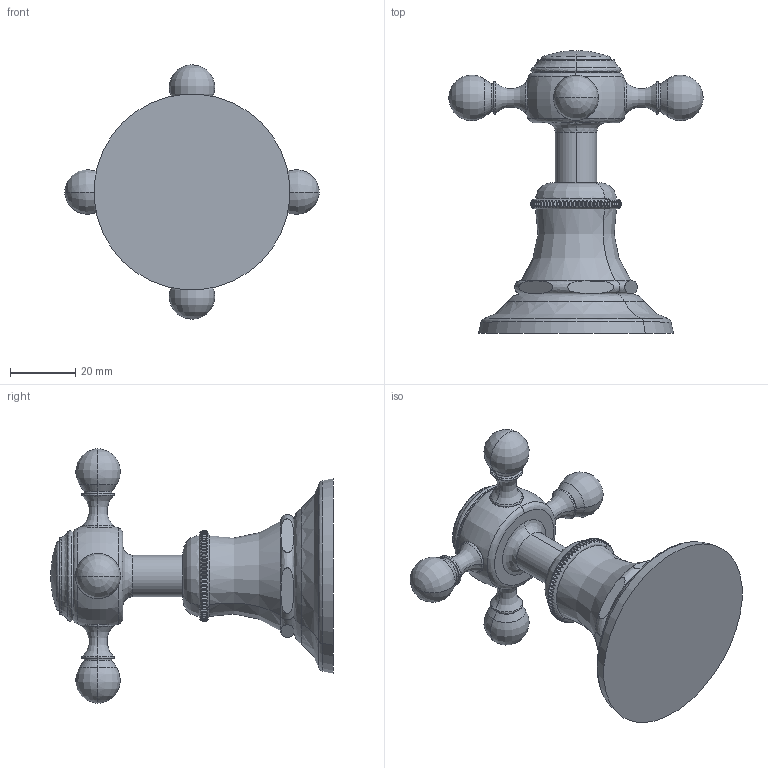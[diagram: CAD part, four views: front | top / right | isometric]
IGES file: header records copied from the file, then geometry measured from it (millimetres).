
Start section:  PTC IGES file: 30348.igs
Global section: file name: 30348.igs; native system: Creo Parametric by PTC Inc.; preprocessor: 2018400; author: jinson.thomas; organization: Unknown; date: 20210101.144143; units: inch
Bounding box: 77.98 x 86.61 x 77.98 mm (x, y, z)
Volume: 67751.7 mm3; surface area: 16465 mm2
Topology: 1 solids, 1 shells, 268 faces, 482 edges, 295 vertices
Faces by surface type: bspline 160, revolution 108
